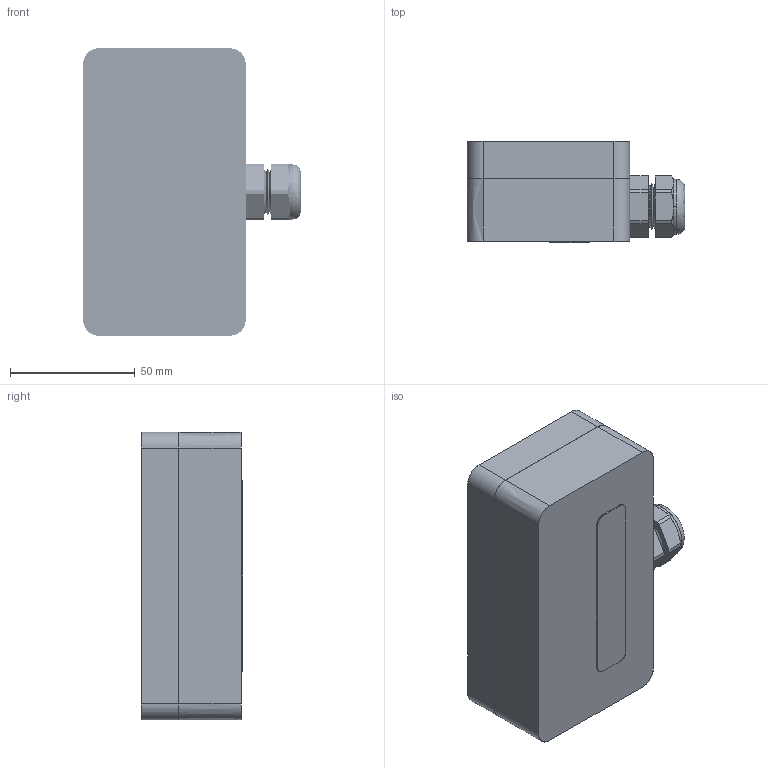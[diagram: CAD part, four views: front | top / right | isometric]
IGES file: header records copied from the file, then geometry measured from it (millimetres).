
Start section: SolidWorks IGES file using analytic representation for surfaces
Global section: file name: 7050_Pos_FeedbackDD.IGS; native system: SolidWorks 2010; preprocessor: SolidWorks 2010; author: Rick; date: 100708.081945; units: inch
Bounding box: 87.1 x 40.54 x 115.01 mm (x, y, z)
Surface area: 67228 mm2 (no closed solid volume)
Topology: 0 solids, 0 shells, 929 faces, 18484 edges, 18484 vertices
Faces by surface type: revolution 692, bspline 237
